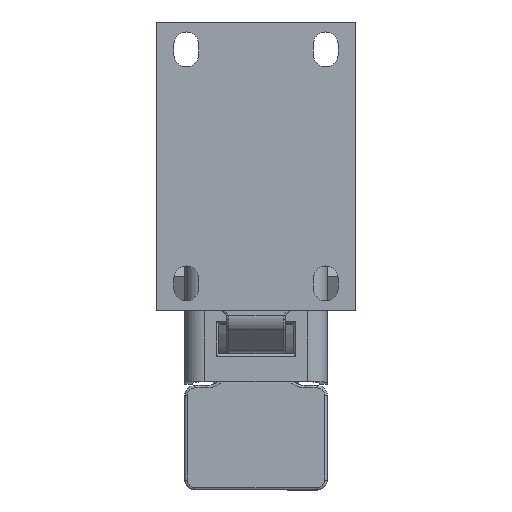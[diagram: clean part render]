
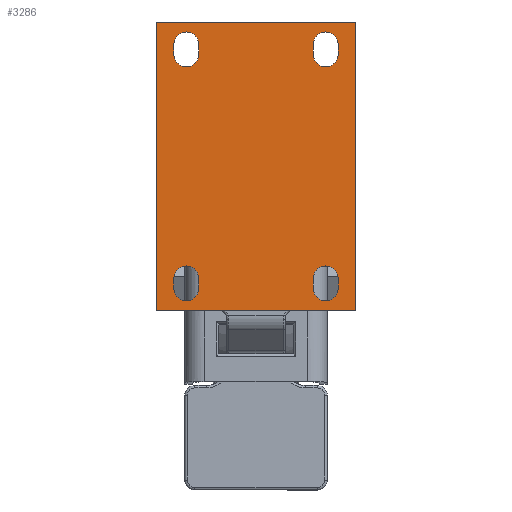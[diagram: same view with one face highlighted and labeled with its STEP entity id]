
A CAD part, top view. The second image highlights one B-rep face of the part: STEP entity #3286.
In plain terms, the highlighted face is planar.
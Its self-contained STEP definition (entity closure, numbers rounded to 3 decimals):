
#133=FACE_BOUND('',#565,.T.);
#134=FACE_BOUND('',#566,.T.);
#135=FACE_BOUND('',#567,.T.);
#136=FACE_BOUND('',#568,.T.);
#161=PLANE('',#3569);
#342=FACE_OUTER_BOUND('',#564,.T.);
#564=EDGE_LOOP('',(#2384,#2385,#2386,#2387));
#565=EDGE_LOOP('',(#2388,#2389,#2390,#2391));
#566=EDGE_LOOP('',(#2392,#2393,#2394,#2395));
#567=EDGE_LOOP('',(#2396,#2397,#2398,#2399));
#568=EDGE_LOOP('',(#2400,#2401,#2402,#2403));
#794=LINE('',#5345,#1022);
#797=LINE('',#5350,#1025);
#799=LINE('',#5354,#1027);
#801=LINE('',#5357,#1029);
#802=LINE('',#5363,#1030);
#803=LINE('',#5366,#1031);
#804=LINE('',#5371,#1032);
#805=LINE('',#5374,#1033);
#806=LINE('',#5379,#1034);
#807=LINE('',#5382,#1035);
#808=LINE('',#5387,#1036);
#809=LINE('',#5390,#1037);
#1022=VECTOR('',#4112,1000.);
#1025=VECTOR('',#4117,1000.);
#1027=VECTOR('',#4121,1000.);
#1029=VECTOR('',#4125,1000.);
#1030=VECTOR('',#4130,1000.);
#1031=VECTOR('',#4133,1000.);
#1032=VECTOR('',#4136,1000.);
#1033=VECTOR('',#4139,1000.);
#1034=VECTOR('',#4142,1000.);
#1035=VECTOR('',#4145,1000.);
#1036=VECTOR('',#4148,1000.);
#1037=VECTOR('',#4151,1000.);
#1259=CIRCLE('',#3570,3.969);
#1260=CIRCLE('',#3571,3.969);
#1261=CIRCLE('',#3572,3.969);
#1262=CIRCLE('',#3573,3.969);
#1263=CIRCLE('',#3574,3.969);
#1264=CIRCLE('',#3575,3.969);
#1265=CIRCLE('',#3576,3.969);
#1266=CIRCLE('',#3577,3.969);
#1498=VERTEX_POINT('',#5343);
#1499=VERTEX_POINT('',#5344);
#1500=VERTEX_POINT('',#5349);
#1501=VERTEX_POINT('',#5353);
#1502=VERTEX_POINT('',#5359);
#1503=VERTEX_POINT('',#5360);
#1504=VERTEX_POINT('',#5362);
#1505=VERTEX_POINT('',#5364);
#1506=VERTEX_POINT('',#5367);
#1507=VERTEX_POINT('',#5368);
#1508=VERTEX_POINT('',#5370);
#1509=VERTEX_POINT('',#5372);
#1510=VERTEX_POINT('',#5375);
#1511=VERTEX_POINT('',#5376);
#1512=VERTEX_POINT('',#5378);
#1513=VERTEX_POINT('',#5380);
#1514=VERTEX_POINT('',#5383);
#1515=VERTEX_POINT('',#5384);
#1516=VERTEX_POINT('',#5386);
#1517=VERTEX_POINT('',#5388);
#1825=EDGE_CURVE('',#1498,#1499,#794,.T.);
#1828=EDGE_CURVE('',#1500,#1498,#797,.T.);
#1830=EDGE_CURVE('',#1501,#1500,#799,.T.);
#1832=EDGE_CURVE('',#1499,#1501,#801,.T.);
#1833=EDGE_CURVE('',#1502,#1503,#1259,.T.);
#1834=EDGE_CURVE('',#1504,#1502,#802,.T.);
#1835=EDGE_CURVE('',#1505,#1504,#1260,.T.);
#1836=EDGE_CURVE('',#1503,#1505,#803,.T.);
#1837=EDGE_CURVE('',#1506,#1507,#1261,.T.);
#1838=EDGE_CURVE('',#1508,#1506,#804,.T.);
#1839=EDGE_CURVE('',#1509,#1508,#1262,.T.);
#1840=EDGE_CURVE('',#1507,#1509,#805,.T.);
#1841=EDGE_CURVE('',#1510,#1511,#1263,.T.);
#1842=EDGE_CURVE('',#1512,#1510,#806,.T.);
#1843=EDGE_CURVE('',#1513,#1512,#1264,.T.);
#1844=EDGE_CURVE('',#1511,#1513,#807,.T.);
#1845=EDGE_CURVE('',#1514,#1515,#1265,.T.);
#1846=EDGE_CURVE('',#1516,#1514,#808,.T.);
#1847=EDGE_CURVE('',#1517,#1516,#1266,.T.);
#1848=EDGE_CURVE('',#1515,#1517,#809,.T.);
#2384=ORIENTED_EDGE('',*,*,#1825,.T.);
#2385=ORIENTED_EDGE('',*,*,#1832,.T.);
#2386=ORIENTED_EDGE('',*,*,#1830,.T.);
#2387=ORIENTED_EDGE('',*,*,#1828,.T.);
#2388=ORIENTED_EDGE('',*,*,#1833,.F.);
#2389=ORIENTED_EDGE('',*,*,#1834,.F.);
#2390=ORIENTED_EDGE('',*,*,#1835,.F.);
#2391=ORIENTED_EDGE('',*,*,#1836,.F.);
#2392=ORIENTED_EDGE('',*,*,#1837,.F.);
#2393=ORIENTED_EDGE('',*,*,#1838,.F.);
#2394=ORIENTED_EDGE('',*,*,#1839,.F.);
#2395=ORIENTED_EDGE('',*,*,#1840,.F.);
#2396=ORIENTED_EDGE('',*,*,#1841,.F.);
#2397=ORIENTED_EDGE('',*,*,#1842,.F.);
#2398=ORIENTED_EDGE('',*,*,#1843,.F.);
#2399=ORIENTED_EDGE('',*,*,#1844,.F.);
#2400=ORIENTED_EDGE('',*,*,#1845,.F.);
#2401=ORIENTED_EDGE('',*,*,#1846,.F.);
#2402=ORIENTED_EDGE('',*,*,#1847,.F.);
#2403=ORIENTED_EDGE('',*,*,#1848,.F.);
#3286=ADVANCED_FACE('',(#342,#133,#134,#135,#136),#161,.T.);
#3569=AXIS2_PLACEMENT_3D('',#5358,#4126,#4127);
#3570=AXIS2_PLACEMENT_3D('',#5361,#4128,#4129);
#3571=AXIS2_PLACEMENT_3D('',#5365,#4131,#4132);
#3572=AXIS2_PLACEMENT_3D('',#5369,#4134,#4135);
#3573=AXIS2_PLACEMENT_3D('',#5373,#4137,#4138);
#3574=AXIS2_PLACEMENT_3D('',#5377,#4140,#4141);
#3575=AXIS2_PLACEMENT_3D('',#5381,#4143,#4144);
#3576=AXIS2_PLACEMENT_3D('',#5385,#4146,#4147);
#3577=AXIS2_PLACEMENT_3D('',#5389,#4149,#4150);
#4112=DIRECTION('',(0.,0.,1.));
#4117=DIRECTION('',(-1.,0.,0.));
#4121=DIRECTION('',(0.,0.,-1.));
#4125=DIRECTION('',(1.,0.,0.));
#4126=DIRECTION('center_axis',(0.,1.,0.));
#4127=DIRECTION('ref_axis',(0.,0.,1.));
#4128=DIRECTION('center_axis',(0.,1.,0.));
#4129=DIRECTION('ref_axis',(0.,0.,1.));
#4130=DIRECTION('',(1.,0.,0.));
#4131=DIRECTION('center_axis',(0.,1.,0.));
#4132=DIRECTION('ref_axis',(0.,0.,1.));
#4133=DIRECTION('',(-1.,0.,0.));
#4134=DIRECTION('center_axis',(0.,1.,0.));
#4135=DIRECTION('ref_axis',(0.,0.,-1.));
#4136=DIRECTION('',(-1.,0.,0.));
#4137=DIRECTION('center_axis',(0.,1.,0.));
#4138=DIRECTION('ref_axis',(0.,0.,-1.));
#4139=DIRECTION('',(1.,0.,0.));
#4140=DIRECTION('center_axis',(0.,1.,0.));
#4141=DIRECTION('ref_axis',(0.,0.,-1.));
#4142=DIRECTION('',(1.,0.,0.));
#4143=DIRECTION('center_axis',(0.,1.,0.));
#4144=DIRECTION('ref_axis',(0.,0.,-1.));
#4145=DIRECTION('',(-1.,0.,0.));
#4146=DIRECTION('center_axis',(0.,1.,0.));
#4147=DIRECTION('ref_axis',(0.,0.,1.));
#4148=DIRECTION('',(-1.,0.,0.));
#4149=DIRECTION('center_axis',(0.,1.,0.));
#4150=DIRECTION('ref_axis',(0.,0.,1.));
#4151=DIRECTION('',(1.,0.,0.));
#5343=CARTESIAN_POINT('',(-46.038,0.,-31.75));
#5344=CARTESIAN_POINT('',(-46.038,0.,31.75));
#5345=CARTESIAN_POINT('',(-46.038,0.,-31.75));
#5349=CARTESIAN_POINT('',(46.038,0.,-31.75));
#5350=CARTESIAN_POINT('',(-46.038,0.,-31.75));
#5353=CARTESIAN_POINT('',(46.038,0.,31.75));
#5354=CARTESIAN_POINT('',(46.038,0.,-31.75));
#5357=CARTESIAN_POINT('',(-46.038,0.,31.75));
#5358=CARTESIAN_POINT('Origin',(-46.038,0.,31.75));
#5359=CARTESIAN_POINT('',(-35.719,0.,26.194));
#5360=CARTESIAN_POINT('',(-35.719,0.,18.256));
#5361=CARTESIAN_POINT('Origin',(-35.719,0.,22.225));
#5362=CARTESIAN_POINT('',(-38.894,0.,26.194));
#5363=CARTESIAN_POINT('',(-35.719,0.,26.194));
#5364=CARTESIAN_POINT('',(-38.894,0.,18.256));
#5365=CARTESIAN_POINT('Origin',(-38.894,0.,22.225));
#5366=CARTESIAN_POINT('',(-35.719,0.,18.256));
#5367=CARTESIAN_POINT('',(35.719,0.,18.256));
#5368=CARTESIAN_POINT('',(35.719,0.,26.194));
#5369=CARTESIAN_POINT('Origin',(35.719,0.,22.225));
#5370=CARTESIAN_POINT('',(38.894,0.,18.256));
#5371=CARTESIAN_POINT('',(35.719,0.,18.256));
#5372=CARTESIAN_POINT('',(38.894,0.,26.194));
#5373=CARTESIAN_POINT('Origin',(38.894,0.,22.225));
#5374=CARTESIAN_POINT('',(35.719,0.,26.194));
#5375=CARTESIAN_POINT('',(-35.719,0.,-18.256));
#5376=CARTESIAN_POINT('',(-35.719,0.,-26.194));
#5377=CARTESIAN_POINT('Origin',(-35.719,0.,-22.225));
#5378=CARTESIAN_POINT('',(-38.894,0.,-18.256));
#5379=CARTESIAN_POINT('',(-35.719,0.,-18.256));
#5380=CARTESIAN_POINT('',(-38.894,0.,-26.194));
#5381=CARTESIAN_POINT('Origin',(-38.894,0.,-22.225));
#5382=CARTESIAN_POINT('',(-35.719,0.,-26.194));
#5383=CARTESIAN_POINT('',(35.719,0.,-26.194));
#5384=CARTESIAN_POINT('',(35.719,0.,-18.256));
#5385=CARTESIAN_POINT('Origin',(35.719,0.,-22.225));
#5386=CARTESIAN_POINT('',(38.894,0.,-26.194));
#5387=CARTESIAN_POINT('',(35.719,0.,-26.194));
#5388=CARTESIAN_POINT('',(38.894,0.,-18.256));
#5389=CARTESIAN_POINT('Origin',(38.894,0.,-22.225));
#5390=CARTESIAN_POINT('',(35.719,0.,-18.256));
